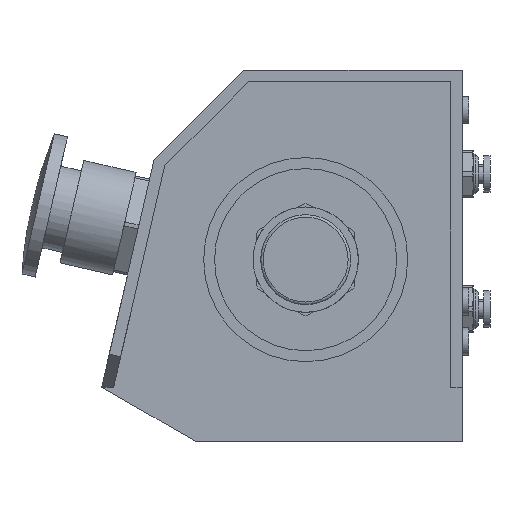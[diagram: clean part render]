
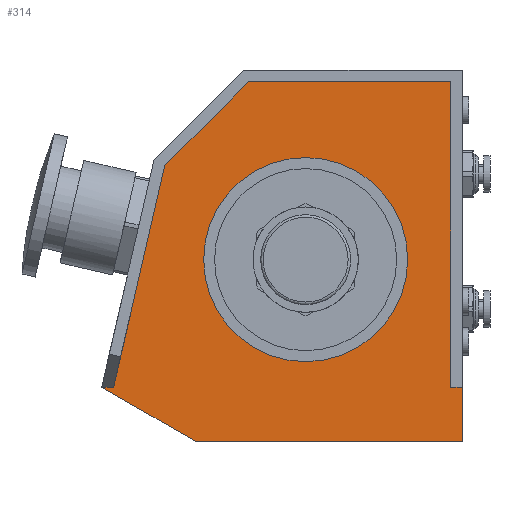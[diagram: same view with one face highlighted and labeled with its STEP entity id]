
A CAD part, left-side view. The second image highlights one B-rep face of the part: STEP entity #314.
In plain terms, the highlighted planar face has unit normal (-1, 0, 0).
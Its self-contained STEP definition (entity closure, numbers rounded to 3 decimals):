
#314 = ADVANCED_FACE( '', ( #895, #896 ), #897, .F. );
#895 = FACE_BOUND( '', #1792, .T. );
#896 = FACE_OUTER_BOUND( '', #1793, .T. );
#897 = PLANE( '', #1794 );
#1792 = EDGE_LOOP( '', ( #2774 ) );
#1793 = EDGE_LOOP( '', ( #2775, #2776, #2777, #2778, #2779, #2780, #2781, #2782, #2783 ) );
#1794 = AXIS2_PLACEMENT_3D( '', #2784, #2785, #2786 );
#2774 = ORIENTED_EDGE( '', *, *, #5048, .T. );
#2775 = ORIENTED_EDGE( '', *, *, #5049, .F. );
#2776 = ORIENTED_EDGE( '', *, *, #5050, .F. );
#2777 = ORIENTED_EDGE( '', *, *, #5051, .F. );
#2778 = ORIENTED_EDGE( '', *, *, #5052, .F. );
#2779 = ORIENTED_EDGE( '', *, *, #5053, .F. );
#2780 = ORIENTED_EDGE( '', *, *, #5054, .F. );
#2781 = ORIENTED_EDGE( '', *, *, #5055, .F. );
#2782 = ORIENTED_EDGE( '', *, *, #5056, .F. );
#2783 = ORIENTED_EDGE( '', *, *, #5057, .F. );
#2784 = CARTESIAN_POINT( '', ( 35., 0., 0. ) );
#2785 = DIRECTION( '', ( 1., 0., 0. ) );
#2786 = DIRECTION( '', ( 0., 0., -1. ) );
#5048 = EDGE_CURVE( '', #5979, #5979, #5980, .T. );
#5049 = EDGE_CURVE( '', #5981, #5982, #5983, .T. );
#5050 = EDGE_CURVE( '', #5984, #5981, #5985, .T. );
#5051 = EDGE_CURVE( '', #5986, #5984, #5987, .T. );
#5052 = EDGE_CURVE( '', #5988, #5986, #5989, .T. );
#5053 = EDGE_CURVE( '', #5990, #5988, #5991, .T. );
#5054 = EDGE_CURVE( '', #5992, #5990, #5993, .T. );
#5055 = EDGE_CURVE( '', #5994, #5992, #5995, .T. );
#5056 = EDGE_CURVE( '', #5996, #5994, #5997, .T. );
#5057 = EDGE_CURVE( '', #5982, #5996, #5998, .T. );
#5979 = VERTEX_POINT( '', #7308 );
#5980 = CIRCLE( '', #7309, 28. );
#5981 = VERTEX_POINT( '', #7310 );
#5982 = VERTEX_POINT( '', #7311 );
#5983 = LINE( '', #7312, #7313 );
#5984 = VERTEX_POINT( '', #7314 );
#5985 = LINE( '', #7315, #7316 );
#5986 = VERTEX_POINT( '', #7317 );
#5987 = LINE( '', #7318, #7319 );
#5988 = VERTEX_POINT( '', #7320 );
#5989 = LINE( '', #7321, #7322 );
#5990 = VERTEX_POINT( '', #7323 );
#5991 = LINE( '', #7324, #7325 );
#5992 = VERTEX_POINT( '', #7326 );
#5993 = LINE( '', #7327, #7328 );
#5994 = VERTEX_POINT( '', #7329 );
#5995 = LINE( '', #7330, #7331 );
#5996 = VERTEX_POINT( '', #7332 );
#5997 = LINE( '', #7333, #7334 );
#5998 = LINE( '', #7335, #7336 );
#7308 = CARTESIAN_POINT( '', ( 35., 0., -28. ) );
#7309 = AXIS2_PLACEMENT_3D( '', #9051, #9052, #9053 );
#7310 = CARTESIAN_POINT( '', ( 35., 15.675, 48.8 ) );
#7311 = CARTESIAN_POINT( '', ( 35., -39.8, 48.8 ) );
#7312 = CARTESIAN_POINT( '', ( 35., 15.675, 48.8 ) );
#7313 = VECTOR( '', #9054, 1000. );
#7314 = CARTESIAN_POINT( '', ( 35., 38.68, 25.794 ) );
#7315 = CARTESIAN_POINT( '', ( 35., 38.68, 25.794 ) );
#7316 = VECTOR( '', #9055, 1000. );
#7317 = CARTESIAN_POINT( '', ( 35., 52.716, -35. ) );
#7318 = CARTESIAN_POINT( '', ( 35., 52.716, -35. ) );
#7319 = VECTOR( '', #9056, 1000. );
#7320 = CARTESIAN_POINT( '', ( 35., 56., -35. ) );
#7321 = CARTESIAN_POINT( '', ( 35., 56., -35. ) );
#7322 = VECTOR( '', #9057, 1000. );
#7323 = CARTESIAN_POINT( '', ( 35., 30.019, -50. ) );
#7324 = CARTESIAN_POINT( '', ( 35., 30.019, -50. ) );
#7325 = VECTOR( '', #9058, 1000. );
#7326 = CARTESIAN_POINT( '', ( 35., -43., -50. ) );
#7327 = CARTESIAN_POINT( '', ( 35., -43., -50. ) );
#7328 = VECTOR( '', #9059, 1000. );
#7329 = CARTESIAN_POINT( '', ( 35., -43., -35. ) );
#7330 = CARTESIAN_POINT( '', ( 35., -43., -35. ) );
#7331 = VECTOR( '', #9060, 1000. );
#7332 = CARTESIAN_POINT( '', ( 35., -39.8, -35. ) );
#7333 = CARTESIAN_POINT( '', ( 35., -39.8, -35. ) );
#7334 = VECTOR( '', #9061, 1000. );
#7335 = CARTESIAN_POINT( '', ( 35., -39.8, 48.8 ) );
#7336 = VECTOR( '', #9062, 1000. );
#9051 = CARTESIAN_POINT( '', ( 35., 0., 0. ) );
#9052 = DIRECTION( '', ( 1., 0., 0. ) );
#9053 = DIRECTION( '', ( 0., 0., -1. ) );
#9054 = DIRECTION( '', ( 0., -1., 0. ) );
#9055 = DIRECTION( '', ( 0., -0.707, 0.707 ) );
#9056 = DIRECTION( '', ( 0., -0.225, 0.974 ) );
#9057 = DIRECTION( '', ( 0., -1., 0. ) );
#9058 = DIRECTION( '', ( 0., 0.866, 0.5 ) );
#9059 = DIRECTION( '', ( 0., 1., 0. ) );
#9060 = DIRECTION( '', ( 0., 0., -1. ) );
#9061 = DIRECTION( '', ( 0., -1., 0. ) );
#9062 = DIRECTION( '', ( 0., 0., -1. ) );
